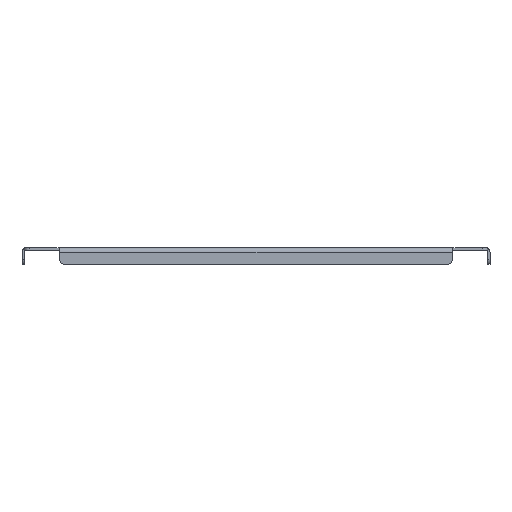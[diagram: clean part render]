
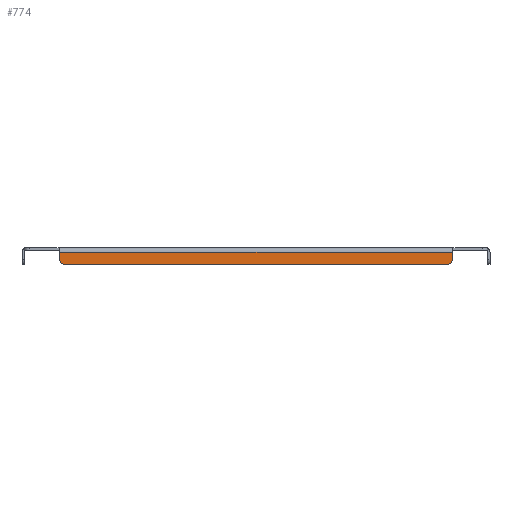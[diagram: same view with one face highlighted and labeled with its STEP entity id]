
A CAD part, left-side view. The second image highlights one B-rep face of the part: STEP entity #774.
In plain terms, the highlighted planar face has unit normal (-1, 0, 0).
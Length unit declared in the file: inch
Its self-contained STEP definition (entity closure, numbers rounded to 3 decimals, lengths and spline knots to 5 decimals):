
#36 = DIRECTION ( 'NONE',  ( 0., -1., 0. ) ) ;
#37 = CARTESIAN_POINT ( 'NONE',  ( -15.96875, 10.15625, -0.625 ) ) ;
#75 = VECTOR ( 'NONE', #36, 39.37008 ) ;
#98 = VERTEX_POINT ( 'NONE', #662 ) ;
#202 = EDGE_CURVE ( 'NONE', #1661, #98, #2151, .T. ) ;
#230 = DIRECTION ( 'NONE',  ( 0., 0., 1. ) ) ;
#255 = CARTESIAN_POINT ( 'NONE',  ( -15.96875, 10.40625, -0.625 ) ) ;
#570 = VERTEX_POINT ( 'NONE', #2746 ) ;
#601 = DIRECTION ( 'NONE',  ( 0., 0., 1. ) ) ;
#662 = CARTESIAN_POINT ( 'NONE',  ( -15.96875, 10.15625, -0.875 ) ) ;
#723 = DIRECTION ( 'NONE',  ( 0., 0., 1. ) ) ;
#774 = ADVANCED_FACE ( 'NONE', ( #1054 ), #2075, .T. ) ;
#815 = DIRECTION ( 'NONE',  ( 0., 0., -1. ) ) ;
#836 = CARTESIAN_POINT ( 'NONE',  ( -15.96875, 10.40625, 0. ) ) ;
#875 = CARTESIAN_POINT ( 'NONE',  ( -15.96875, -10.15625, -0.875 ) ) ;
#928 = CARTESIAN_POINT ( 'NONE',  ( -15.96875, -10.40625, -0.237 ) ) ;
#952 = LINE ( 'NONE', #2735, #75 ) ;
#1015 = ORIENTED_EDGE ( 'NONE', *, *, #1478, .T. ) ;
#1054 = FACE_OUTER_BOUND ( 'NONE', #1107, .T. ) ;
#1086 = ORIENTED_EDGE ( 'NONE', *, *, #1397, .F. ) ;
#1107 = EDGE_LOOP ( 'NONE', ( #2848, #2036, #1015, #3204, #2221, #1086 ) ) ;
#1203 = LINE ( 'NONE', #1673, #1224 ) ;
#1224 = VECTOR ( 'NONE', #1925, 39.37008 ) ;
#1295 = EDGE_CURVE ( 'NONE', #2793, #570, #2834, .T. ) ;
#1397 = EDGE_CURVE ( 'NONE', #1635, #2328, #1203, .T. ) ;
#1429 = EDGE_CURVE ( 'NONE', #570, #2328, #2484, .T. ) ;
#1478 = EDGE_CURVE ( 'NONE', #98, #2793, #952, .T. ) ;
#1635 = VERTEX_POINT ( 'NONE', #2862 ) ;
#1661 = VERTEX_POINT ( 'NONE', #255 ) ;
#1673 = CARTESIAN_POINT ( 'NONE',  ( -15.96875, -10.40625, -0.237 ) ) ;
#1818 = DIRECTION ( 'NONE',  ( -1., 0., 0. ) ) ;
#1824 = AXIS2_PLACEMENT_3D ( 'NONE', #37, #2022, #723 ) ;
#1925 = DIRECTION ( 'NONE',  ( 0., -1., 0. ) ) ;
#2022 = DIRECTION ( 'NONE',  ( -1., 0., 0. ) ) ;
#2036 = ORIENTED_EDGE ( 'NONE', *, *, #202, .T. ) ;
#2075 = PLANE ( 'NONE',  #2724 ) ;
#2140 = DIRECTION ( 'NONE',  ( -1., 0., 0. ) ) ;
#2151 = CIRCLE ( 'NONE', #1824, 0.25 ) ;
#2167 = EDGE_CURVE ( 'NONE', #1635, #1661, #2347, .T. ) ;
#2178 = CARTESIAN_POINT ( 'NONE',  ( -15.96875, -10.15625, -0.625 ) ) ;
#2221 = ORIENTED_EDGE ( 'NONE', *, *, #1429, .T. ) ;
#2328 = VERTEX_POINT ( 'NONE', #928 ) ;
#2347 = LINE ( 'NONE', #836, #2992 ) ;
#2419 = DIRECTION ( 'NONE',  ( 0., 0., 1. ) ) ;
#2450 = VECTOR ( 'NONE', #230, 39.37008 ) ;
#2484 = LINE ( 'NONE', #2976, #2450 ) ;
#2724 = AXIS2_PLACEMENT_3D ( 'NONE', #3076, #1818, #601 ) ;
#2735 = CARTESIAN_POINT ( 'NONE',  ( -15.96875, 12.28125, -0.875 ) ) ;
#2746 = CARTESIAN_POINT ( 'NONE',  ( -15.96875, -10.40625, -0.625 ) ) ;
#2767 = AXIS2_PLACEMENT_3D ( 'NONE', #2178, #2140, #2419 ) ;
#2793 = VERTEX_POINT ( 'NONE', #875 ) ;
#2834 = CIRCLE ( 'NONE', #2767, 0.25 ) ;
#2848 = ORIENTED_EDGE ( 'NONE', *, *, #2167, .T. ) ;
#2862 = CARTESIAN_POINT ( 'NONE',  ( -15.96875, 10.40625, -0.237 ) ) ;
#2976 = CARTESIAN_POINT ( 'NONE',  ( -15.96875, -10.40625, 0. ) ) ;
#2992 = VECTOR ( 'NONE', #815, 39.37008 ) ;
#3076 = CARTESIAN_POINT ( 'NONE',  ( -15.96875, 12.28125, 0. ) ) ;
#3204 = ORIENTED_EDGE ( 'NONE', *, *, #1295, .T. ) ;
